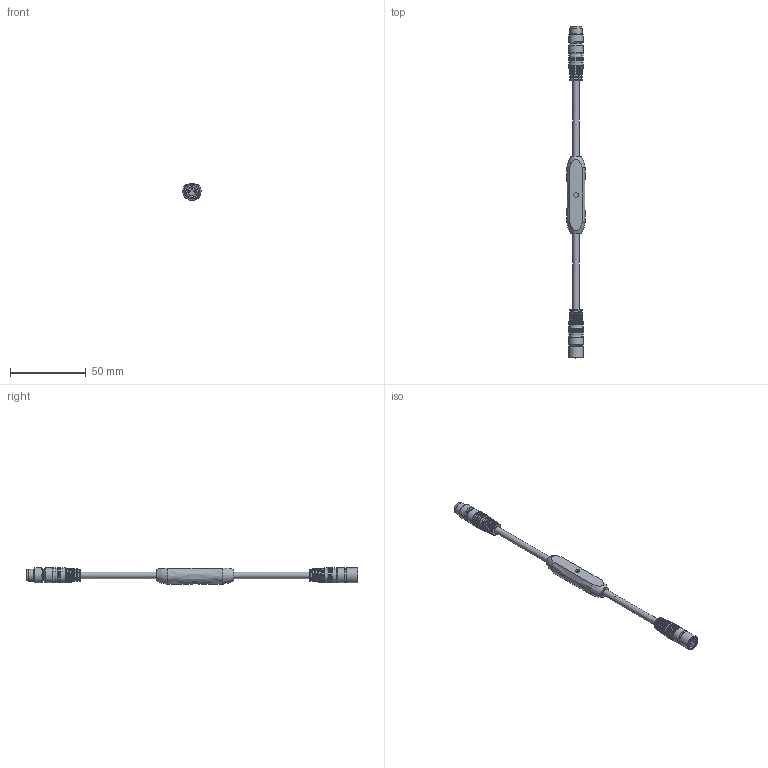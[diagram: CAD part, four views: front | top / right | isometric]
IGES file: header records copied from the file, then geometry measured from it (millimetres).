
Global section: file name: TKHM-Z; native system: Autodesk Inventor 2016; preprocessor: unknown; author: lck; organization: di-soric GmbH & Co. KG; date: 20160315.085014; units: millimetre
Bounding box: 12 x 219 x 11.04 mm (x, y, z)
Volume: 10013.5 mm3; surface area: 7765.1 mm2
Topology: 1 solids, 7 shells, 260 faces, 811 edges, 566 vertices
Faces by surface type: bspline 260
